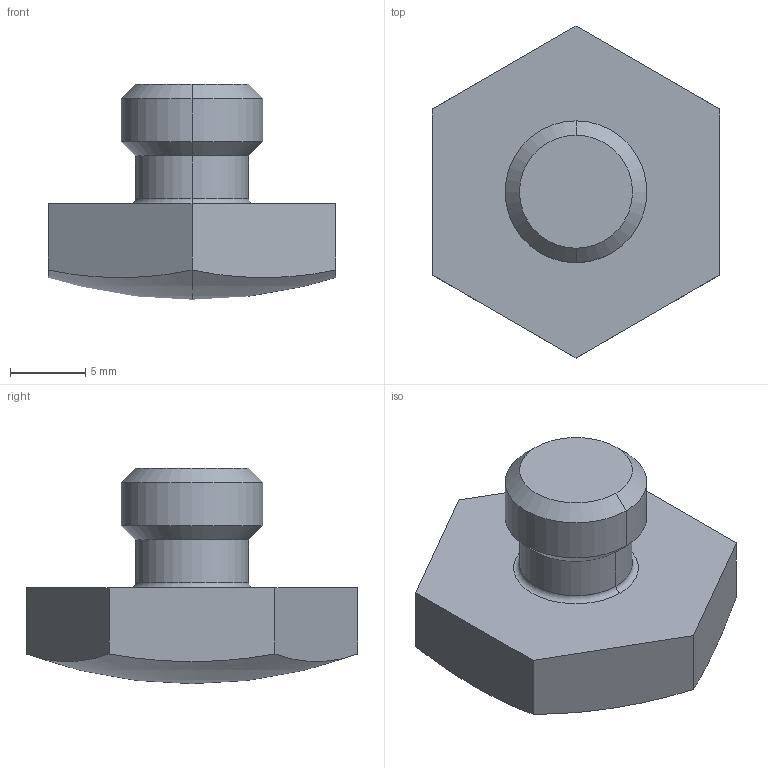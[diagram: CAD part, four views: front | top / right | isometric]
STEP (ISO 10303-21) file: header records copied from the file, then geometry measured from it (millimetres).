
FILE_DESCRIPTION((''),'2;1');
FILE_NAME('ILC64210620','2016-05-25T',('twa'),(''),'PRO/ENGINEER BY PARAMETRIC TECHNOLOGY CORPORATION, 2013320','PRO/ENGINEER BY PARAMETRIC TECHNOLOGY CORPORATION, 2013320','');
FILE_SCHEMA(('CONFIG_CONTROL_DESIGN'));
Length unit declared in the file: inch
Products named in the file (1): ILC64210620
Bounding box: 19.05 x 22 x 14.27 mm (x, y, z)
Volume: 2187.1 mm3; surface area: 1174.8 mm2
Topology: 1 solids, 1 shells, 20 faces, 44 edges, 25 vertices
Faces by surface type: plane 8, cylinder 4, cone 4, sphere 2, torus 2
Entity records: 576 total; most frequent: DIRECTION 104, CARTESIAN_POINT 87, ORIENTED_EDGE 84, AXIS2_PLACEMENT_3D 42, EDGE_CURVE 42, VERTEX_POINT 25, CIRCLE 22, EDGE_LOOP 21
